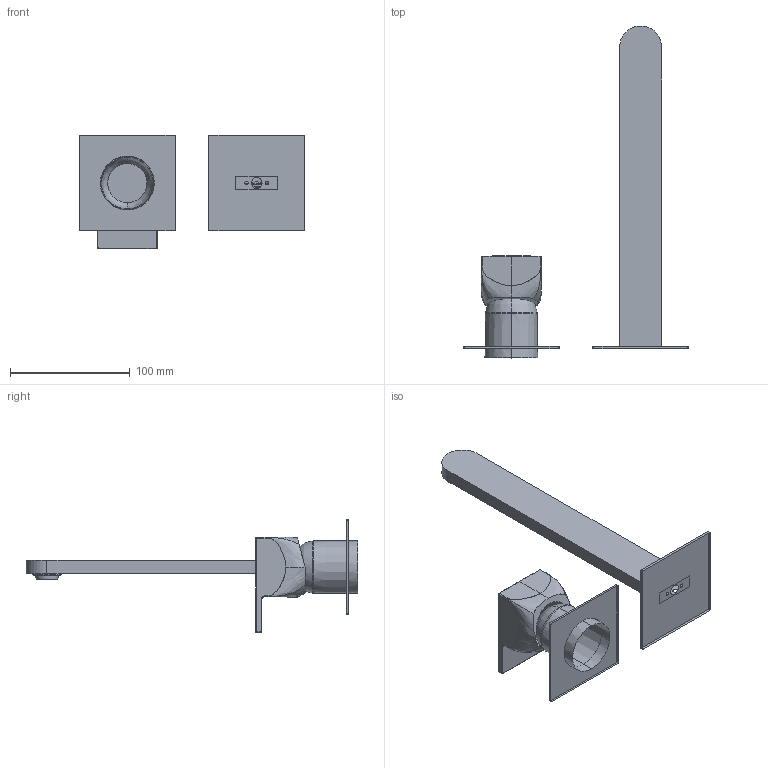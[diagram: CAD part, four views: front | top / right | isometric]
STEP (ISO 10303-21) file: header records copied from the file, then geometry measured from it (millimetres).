
FILE_DESCRIPTION(('CATIA V5 STEP Exchange','CAx-IF Rec.Pracs.--- Model Styling and Organization---1.5--- 2016-08-15','CAx-IF Rec.Pracs.---Supplemental Geometry---1.0---2011-11-01','CAx-IF Rec.Pracs.--- Composite Materials ---3.4---2017-06-13','CAx-IF Rec.Pracs.---Tessellated 3D Geometry---1.0---2015-12-17'),'2;1');
FILE_NAME('RI005511.stp','2023-01-26T13:09:16+00:00',('none'),('none'),'CATIA Version 5-6 Release 2020 SP2','CATIA V5 STEP AP242 v2','none');
FILE_SCHEMA(('AP242_MANAGED_MODEL_BASED_3D_ENGINEERING_MIM_LF {1 0 10303 442 1 1 4}'));
Length unit declared in the file: millimetre
Products named in the file (1): RI005511_AllCATPart
Bounding box: 188 x 277.18 x 95 mm (x, y, z)
Volume: 3542.6 mm3; surface area: 58775.7 mm2
Topology: 2 solids, 172 shells, 350 faces, 1405 edges, 1234 vertices
Faces by surface type: plane 105, bspline 70, cylinder 62, extrusion 55, torus 34, cone 16, revolution 6, sphere 2
Entity records: 28018 total; most frequent: CARTESIAN_POINT 17897, ORIENTED_EDGE 1860, EDGE_CURVE 1401, VERTEX_POINT 1234, DIRECTION 1229, VECTOR 624, LINE 569, B_SPLINE_CURVE_WITH_KNOTS 560
